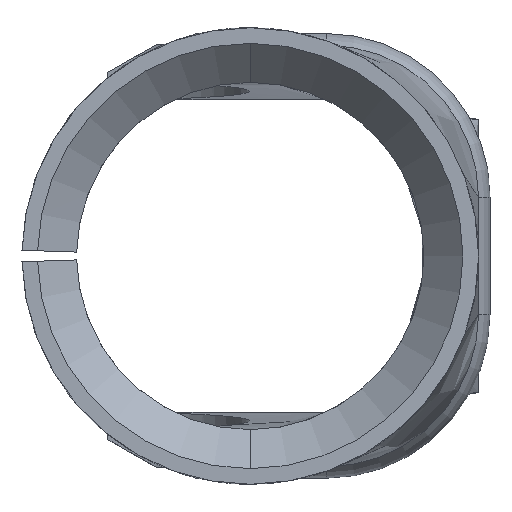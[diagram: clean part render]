
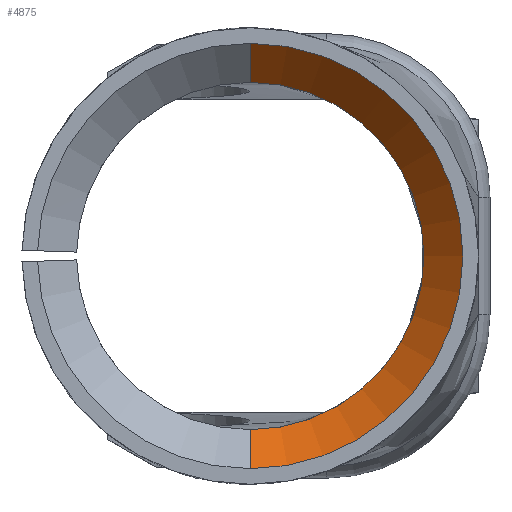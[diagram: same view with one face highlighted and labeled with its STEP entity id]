
A CAD part, left-side view. The second image highlights one B-rep face of the part: STEP entity #4875.
In plain terms, the highlighted conical face has half-angle 45 degrees and reference radius 1.13 mm.
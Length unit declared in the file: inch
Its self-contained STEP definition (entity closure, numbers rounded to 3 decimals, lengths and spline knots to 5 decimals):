
#23 = VERTEX_POINT ( 'NONE', #5113 ) ;
#250 = CARTESIAN_POINT ( 'NONE',  ( 0., 0., 0.0545 ) ) ;
#285 = DIRECTION ( 'NONE',  ( -1., 0., 0. ) ) ;
#810 = CARTESIAN_POINT ( 'NONE',  ( 0.01, 0., 0.0445 ) ) ;
#999 = AXIS2_PLACEMENT_3D ( 'NONE', #2273, #5995, #2788 ) ;
#1081 = ORIENTED_EDGE ( 'NONE', *, *, #2198, .T. ) ;
#1155 = EDGE_CURVE ( 'NONE', #1200, #5086, #3616, .T. ) ;
#1200 = VERTEX_POINT ( 'NONE', #4416 ) ;
#1219 = EDGE_LOOP ( 'NONE', ( #5276, #1081, #5101, #3679 ) ) ;
#1429 = CARTESIAN_POINT ( 'NONE',  ( 0.01, 0., -0.0445 ) ) ;
#1485 = VECTOR ( 'NONE', #3402, 39.37008 ) ;
#2198 = EDGE_CURVE ( 'NONE', #1200, #23, #4777, .T. ) ;
#2273 = CARTESIAN_POINT ( 'NONE',  ( 0.01, 0., 0. ) ) ;
#2621 = CARTESIAN_POINT ( 'NONE',  ( 0., 0., 0. ) ) ;
#2788 = DIRECTION ( 'NONE',  ( 0., 0., -1. ) ) ;
#2867 = CARTESIAN_POINT ( 'NONE',  ( 0.01, 0., 0. ) ) ;
#3146 = DIRECTION ( 'NONE',  ( 0., 0., -1. ) ) ;
#3402 = DIRECTION ( 'NONE',  ( -0.707, 0., 0.707 ) ) ;
#3598 = EDGE_CURVE ( 'NONE', #5086, #4168, #4429, .T. ) ;
#3616 = CIRCLE ( 'NONE', #999, 0.0445 ) ;
#3679 = ORIENTED_EDGE ( 'NONE', *, *, #3598, .F. ) ;
#4168 = VERTEX_POINT ( 'NONE', #250 ) ;
#4416 = CARTESIAN_POINT ( 'NONE',  ( 0.01, 0., -0.0445 ) ) ;
#4429 = LINE ( 'NONE', #4474, #1485 ) ;
#4474 = CARTESIAN_POINT ( 'NONE',  ( 0.01, 0., 0.0445 ) ) ;
#4489 = CONICAL_SURFACE ( 'NONE', #5842, 0.0445, 0.785 ) ;
#4663 = FACE_OUTER_BOUND ( 'NONE', #1219, .T. ) ;
#4668 = EDGE_CURVE ( 'NONE', #4168, #23, #5855, .T. ) ;
#4777 = LINE ( 'NONE', #1429, #4947 ) ;
#4875 = ADVANCED_FACE ( 'NONE', ( #4663 ), #4489, .F. ) ;
#4947 = VECTOR ( 'NONE', #6702, 39.37008 ) ;
#4960 = DIRECTION ( 'NONE',  ( 0., 0., 1. ) ) ;
#5086 = VERTEX_POINT ( 'NONE', #810 ) ;
#5101 = ORIENTED_EDGE ( 'NONE', *, *, #4668, .F. ) ;
#5113 = CARTESIAN_POINT ( 'NONE',  ( 0., 0., -0.0545 ) ) ;
#5276 = ORIENTED_EDGE ( 'NONE', *, *, #1155, .F. ) ;
#5842 = AXIS2_PLACEMENT_3D ( 'NONE', #2867, #285, #4960 ) ;
#5855 = CIRCLE ( 'NONE', #5974, 0.0545 ) ;
#5974 = AXIS2_PLACEMENT_3D ( 'NONE', #2621, #6348, #3146 ) ;
#5995 = DIRECTION ( 'NONE',  ( -1., 0., 0. ) ) ;
#6348 = DIRECTION ( 'NONE',  ( 1., 0., 0. ) ) ;
#6702 = DIRECTION ( 'NONE',  ( -0.707, 0., -0.707 ) ) ;
